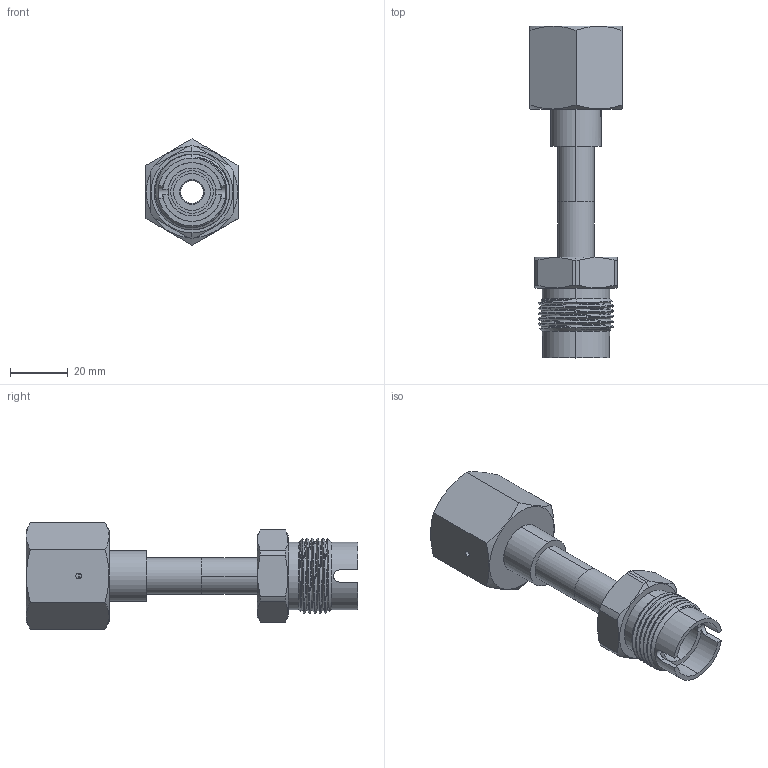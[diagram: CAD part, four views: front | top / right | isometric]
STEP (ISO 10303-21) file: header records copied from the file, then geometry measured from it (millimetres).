
FILE_DESCRIPTION (( 'STEP AP203' ), '1' );
FILE_NAME ('AD-632F632M-SS.STEP', '2025-08-05T17:04:45', ( '' ), ( '' ), 'SwSTEP 2.0', 'SolidWorks 2018', '' );
FILE_SCHEMA (( 'CONFIG_CONTROL_DESIGN' ));
Length unit declared in the file: inch
Products named in the file (4): PRT-000546; PRT-002088; PRT-000988; AD-632F632M-SS
Assembly tree (3 placements, depth 2):
  AD-632F632M-SS
    PRT-002088
    PRT-000988
    PRT-000546
Bounding box: 31.75 x 114.48 x 36.66 mm (x, y, z)
Volume: 36868.1 mm3; surface area: 19821.1 mm2
Topology: 3 solids, 3 shells, 624 faces, 1822 edges, 1259 vertices
Faces by surface type: bspline 260, plane 210, cylinder 110, cone 26, torus 18
Entity records: 43648 total; most frequent: CARTESIAN_POINT 28994, ORIENTED_EDGE 3644, DIRECTION 1866, EDGE_CURVE 1822, VERTEX_POINT 1259, B_SPLINE_CURVE_WITH_KNOTS 942, EDGE_LOOP 689, AXIS2_PLACEMENT_3D 638
